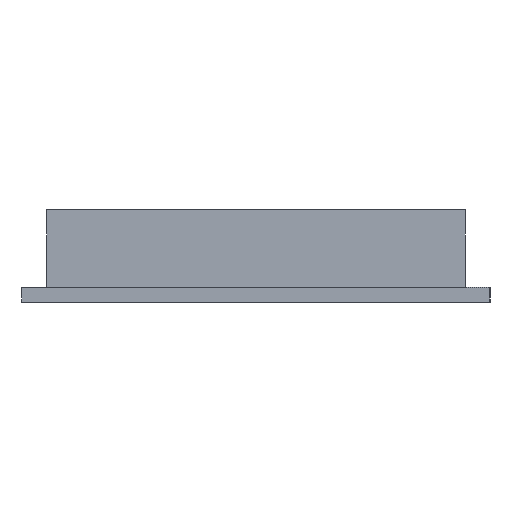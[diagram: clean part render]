
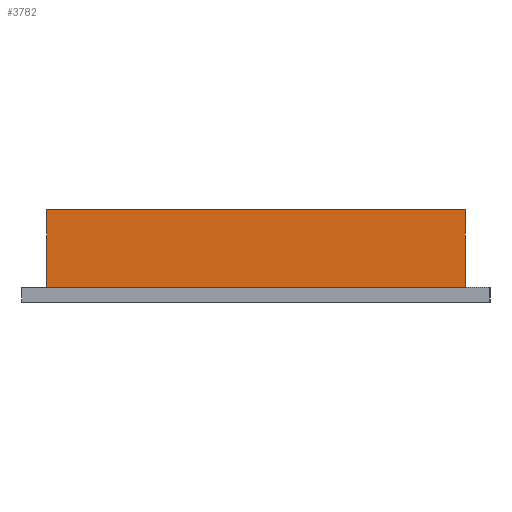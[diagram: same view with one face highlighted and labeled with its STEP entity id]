
A CAD part, left-side view. The second image highlights one B-rep face of the part: STEP entity #3782.
In plain terms, the highlighted planar face has unit normal (-1, 0, 0).
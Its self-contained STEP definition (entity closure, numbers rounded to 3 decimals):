
#3782 = ADVANCED_FACE('',(#3783),#3817,.F.);
#3783 = FACE_BOUND('',#3784,.F.);
#3784 = EDGE_LOOP('',(#3785,#3795,#3803,#3811));
#3785 = ORIENTED_EDGE('',*,*,#3786,.F.);
#3786 = EDGE_CURVE('',#3787,#3789,#3791,.T.);
#3787 = VERTEX_POINT('',#3788);
#3788 = CARTESIAN_POINT('',(-12.55,-8.5,0.6));
#3789 = VERTEX_POINT('',#3790);
#3790 = CARTESIAN_POINT('',(-12.55,-8.5,3.75));
#3791 = LINE('',#3792,#3793);
#3792 = CARTESIAN_POINT('',(-12.55,-8.5,0.6));
#3793 = VECTOR('',#3794,1.);
#3794 = DIRECTION('',(0.,0.,1.));
#3795 = ORIENTED_EDGE('',*,*,#3796,.T.);
#3796 = EDGE_CURVE('',#3787,#3797,#3799,.T.);
#3797 = VERTEX_POINT('',#3798);
#3798 = CARTESIAN_POINT('',(-12.55,8.5,0.6));
#3799 = LINE('',#3800,#3801);
#3800 = CARTESIAN_POINT('',(-12.55,-8.5,0.6));
#3801 = VECTOR('',#3802,1.);
#3802 = DIRECTION('',(0.,1.,0.));
#3803 = ORIENTED_EDGE('',*,*,#3804,.T.);
#3804 = EDGE_CURVE('',#3797,#3805,#3807,.T.);
#3805 = VERTEX_POINT('',#3806);
#3806 = CARTESIAN_POINT('',(-12.55,8.5,3.75));
#3807 = LINE('',#3808,#3809);
#3808 = CARTESIAN_POINT('',(-12.55,8.5,0.6));
#3809 = VECTOR('',#3810,1.);
#3810 = DIRECTION('',(0.,0.,1.));
#3811 = ORIENTED_EDGE('',*,*,#3812,.F.);
#3812 = EDGE_CURVE('',#3789,#3805,#3813,.T.);
#3813 = LINE('',#3814,#3815);
#3814 = CARTESIAN_POINT('',(-12.55,-8.5,3.75));
#3815 = VECTOR('',#3816,1.);
#3816 = DIRECTION('',(0.,1.,0.));
#3817 = PLANE('',#3818);
#3818 = AXIS2_PLACEMENT_3D('',#3819,#3820,#3821);
#3819 = CARTESIAN_POINT('',(-12.55,-8.5,0.6));
#3820 = DIRECTION('',(1.,0.,0.));
#3821 = DIRECTION('',(0.,0.,1.));
